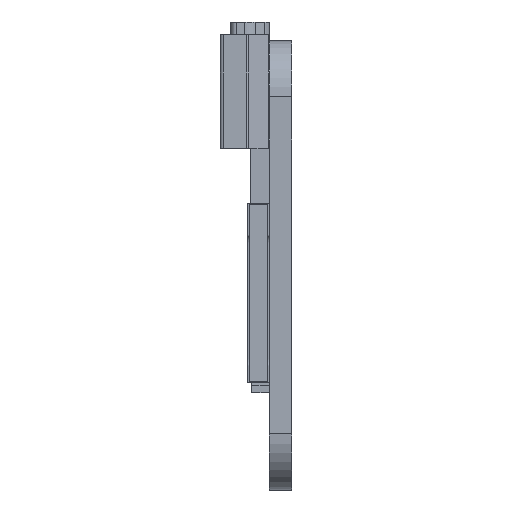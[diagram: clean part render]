
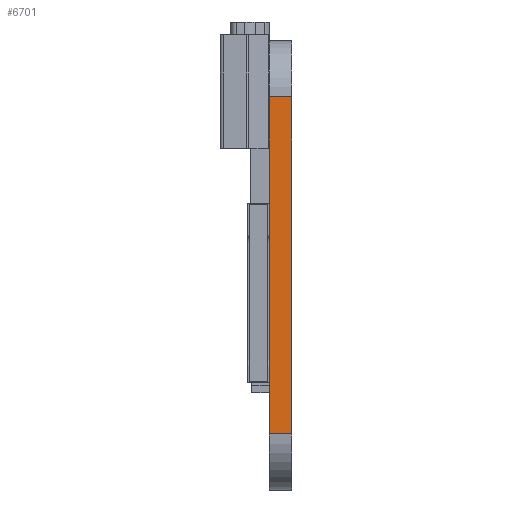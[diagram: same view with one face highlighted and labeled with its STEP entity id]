
A CAD part, left-side view. The second image highlights one B-rep face of the part: STEP entity #6701.
In plain terms, the highlighted planar face has unit normal (-1, 0, 0).
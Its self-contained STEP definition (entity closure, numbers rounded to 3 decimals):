
#687=FACE_OUTER_BOUND('',#1019,.T.);
#1019=EDGE_LOOP('',(#4988,#4989,#4990,#4991));
#1452=LINE('',#9755,#2095);
#1629=LINE('',#10571,#2272);
#1631=LINE('',#10575,#2274);
#1632=LINE('',#10576,#2275);
#2095=VECTOR('',#7802,22.5);
#2272=VECTOR('',#8577,1.5);
#2274=VECTOR('',#8581,22.5);
#2275=VECTOR('',#8582,1.5);
#2710=VERTEX_POINT('',#9752);
#2711=VERTEX_POINT('',#9754);
#3051=VERTEX_POINT('',#10569);
#3052=VERTEX_POINT('',#10574);
#3416=EDGE_CURVE('',#2710,#2711,#1452,.T.);
#3824=EDGE_CURVE('',#2710,#3051,#1629,.T.);
#3826=EDGE_CURVE('',#3051,#3052,#1631,.T.);
#3827=EDGE_CURVE('',#2711,#3052,#1632,.T.);
#4988=ORIENTED_EDGE('',*,*,#3826,.T.);
#4989=ORIENTED_EDGE('',*,*,#3827,.F.);
#4990=ORIENTED_EDGE('',*,*,#3416,.F.);
#4991=ORIENTED_EDGE('',*,*,#3824,.T.);
#6218=PLANE('',#7277);
#6701=ADVANCED_FACE('',(#687),#6218,.F.);
#7277=AXIS2_PLACEMENT_3D('',#10573,#8579,#8580);
#7802=DIRECTION('',(0.,0.,1.));
#8577=DIRECTION('',(0.,-1.,0.));
#8579=DIRECTION('center_axis',(1.,0.,0.));
#8580=DIRECTION('ref_axis',(0.,0.,-1.));
#8581=DIRECTION('',(0.,0.,1.));
#8582=DIRECTION('',(0.,-1.,0.));
#9752=CARTESIAN_POINT('',(-32.5,1.5,-11.25));
#9754=CARTESIAN_POINT('',(-32.5,1.5,11.25));
#9755=CARTESIAN_POINT('',(-32.5,1.5,-11.25));
#10569=CARTESIAN_POINT('',(-32.5,0.,-11.25));
#10571=CARTESIAN_POINT('',(-32.5,1.5,-11.25));
#10573=CARTESIAN_POINT('Origin',(-32.5,1.5,-11.25));
#10574=CARTESIAN_POINT('',(-32.5,0.,11.25));
#10575=CARTESIAN_POINT('',(-32.5,0.,-11.25));
#10576=CARTESIAN_POINT('',(-32.5,1.5,11.25));
